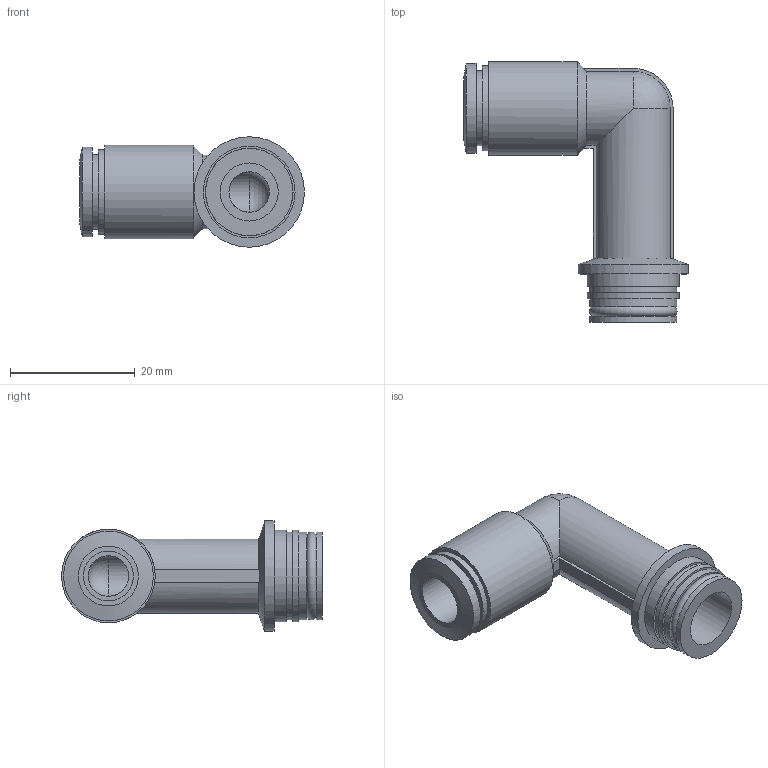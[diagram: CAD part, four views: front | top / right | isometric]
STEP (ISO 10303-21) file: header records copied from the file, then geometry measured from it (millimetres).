
FILE_DESCRIPTION(/* description */ ('STEP AP214'),/* implementation_level */ '2;1');
FILE_NAME(/* name */ '130848_QSPLLK18-8',/* time_stamp */ '2024-09-14T14:43:25+02:00',/* author */ ('License CC BY-ND 4.0'),/* organization */ ('CADENAS'),/* preprocessor_version */ 'ST-DEVELOPER v19.3',/* originating_system */ 'PARTsolutions',/* authorisation */ ' ');
FILE_SCHEMA (('TECHNICAL_DATA_PACKAGING','AUTOMOTIVE_DESIGN {1 0 10303 214 3 1 1}'));
Length unit declared in the file: millimetre
Products named in the file (1): 130848 QSPLLK18-8
Bounding box: 36.05 x 41.8 x 17.7 mm (x, y, z)
Volume: 5964.6 mm3; surface area: 4660.9 mm2
Topology: 1 solids, 1 shells, 47 faces, 101 edges, 64 vertices
Faces by surface type: plane 21, cylinder 19, sphere 3, cone 2, torus 2
Full cylindrical faces by diameter (mm): 6.5 x2, 8 x1, 9.3 x1, 12 x1, 13.6 x1, 14 x3, 14.4 x1, 14.7 x2, 15 x1, 17.7 x1
Entity records: 1195 total; most frequent: CARTESIAN_POINT 222, DIRECTION 207, ORIENTED_EDGE 154, AXIS2_PLACEMENT_3D 94, EDGE_LOOP 78, FACE_BOUND 78, EDGE_CURVE 77, VERTEX_POINT 61
